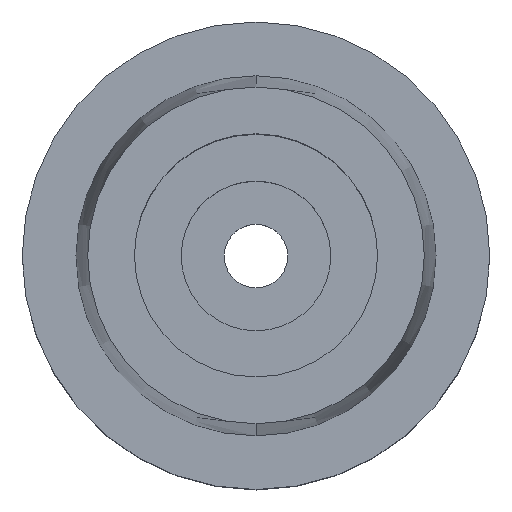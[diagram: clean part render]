
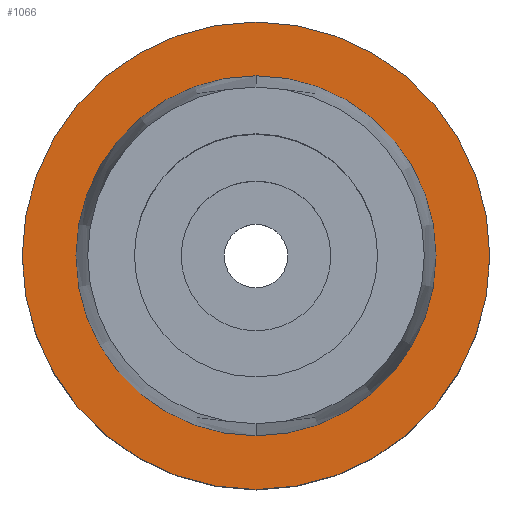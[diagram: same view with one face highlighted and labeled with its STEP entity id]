
A CAD part, top view. The second image highlights one B-rep face of the part: STEP entity #1066.
In plain terms, the highlighted planar face has unit normal (0, 0, 1).
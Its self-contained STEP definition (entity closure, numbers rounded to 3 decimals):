
#59=CARTESIAN_POINT('',(0.,0.,0.));
#60=DIRECTION('',(0.,0.,-1.));
#61=DIRECTION('',(0.,-1.,0.));
#62=AXIS2_PLACEMENT_3D('',#59,#60,#61);
#67=CARTESIAN_POINT('',(0.,0.,0.));
#68=DIRECTION('',(0.,0.,-1.));
#69=DIRECTION('',(0.,1.,0.));
#70=AXIS2_PLACEMENT_3D('',#67,#68,#69);
#75=CARTESIAN_POINT('',(0.,0.,0.));
#76=DIRECTION('',(0.,0.,1.));
#77=DIRECTION('',(0.,-1.,0.));
#78=AXIS2_PLACEMENT_3D('',#75,#76,#77);
#83=CARTESIAN_POINT('',(0.,0.,0.));
#84=DIRECTION('',(0.,0.,1.));
#85=DIRECTION('',(0.,1.,0.));
#86=AXIS2_PLACEMENT_3D('',#83,#84,#85);
#886=CARTESIAN_POINT('',(0.,19.25,0.));
#888=VERTEX_POINT('',#886);
#891=CARTESIAN_POINT('',(0.,-19.25,0.));
#892=VERTEX_POINT('',#891);
#893=CARTESIAN_POINT('',(0.,-25.,0.));
#894=CARTESIAN_POINT('',(0.,25.,0.));
#895=VERTEX_POINT('',#893);
#896=VERTEX_POINT('',#894);
#1051=CARTESIAN_POINT('',(0.,0.,0.));
#1052=DIRECTION('',(0.,0.,1.));
#1053=DIRECTION('',(0.,1.,0.));
#1054=AXIS2_PLACEMENT_3D('',#1051,#1052,#1053);
#1055=PLANE('',#1054);
#1057=ORIENTED_EDGE('',*,*,#1056,.T.);
#1059=ORIENTED_EDGE('',*,*,#1058,.T.);
#1060=EDGE_LOOP('',(#1057,#1059));
#1061=FACE_OUTER_BOUND('',#1060,.F.);
#1062=ORIENTED_EDGE('',*,*,#1043,.T.);
#1063=ORIENTED_EDGE('',*,*,#1032,.T.);
#1064=EDGE_LOOP('',(#1062,#1063));
#1065=FACE_BOUND('',#1064,.F.);
#63=CIRCLE('',#62,25.);
#71=CIRCLE('',#70,25.);
#79=CIRCLE('',#78,19.25);
#87=CIRCLE('',#86,19.25);
#1032=EDGE_CURVE('',#888,#892,#87,.T.);
#1043=EDGE_CURVE('',#892,#888,#79,.T.);
#1056=EDGE_CURVE('',#895,#896,#63,.T.);
#1058=EDGE_CURVE('',#896,#895,#71,.T.);
#1066=ADVANCED_FACE('',(#1061,#1065),#1055,.T.);
